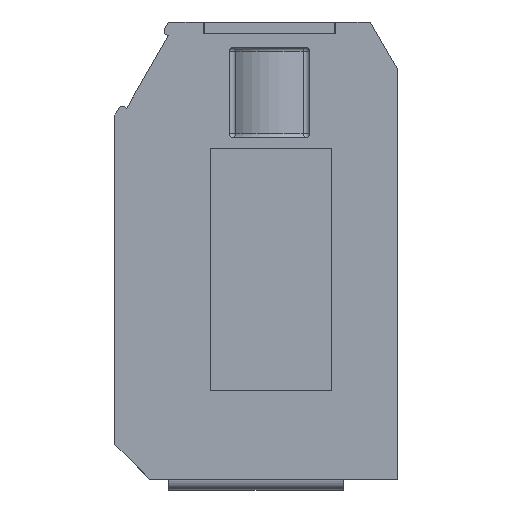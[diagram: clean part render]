
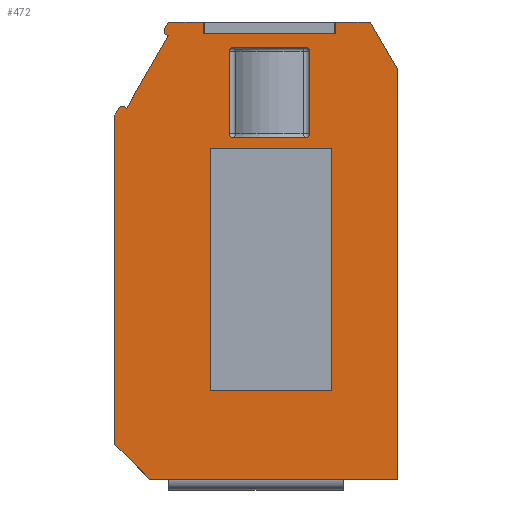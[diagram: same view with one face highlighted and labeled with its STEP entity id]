
A CAD part, top view. The second image highlights one B-rep face of the part: STEP entity #472.
In plain terms, the highlighted planar face has unit normal (0, 0, 1).
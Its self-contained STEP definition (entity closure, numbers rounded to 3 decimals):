
#169=FACE_BOUND('',#949,.T.);
#170=FACE_BOUND('',#950,.T.);
#171=FACE_BOUND('',#951,.T.);
#186=CIRCLE('',#3282,0.3);
#195=CIRCLE('',#3325,0.3);
#283=CIRCLE('',#3532,0.3);
#284=CIRCLE('',#3535,0.3);
#285=CIRCLE('',#3538,0.3);
#286=CIRCLE('',#3541,0.3);
#472=ADVANCED_FACE('',(#169,#170,#171),#576,.T.);
#576=PLANE('',#3550);
#949=EDGE_LOOP('',(#1845,#1846,#1847,#1848,#1849,#1850,#1851,#1852,#1853,
#1854,#1855,#1856,#1857,#1858,#1859,#1860,#1861));
#950=EDGE_LOOP('',(#1862,#1863,#1864,#1865));
#951=EDGE_LOOP('',(#1866,#1867,#1868,#1869,#1870,#1871,#1872,#1873));
#1845=ORIENTED_EDGE('',*,*,#2380,.T.);
#1846=ORIENTED_EDGE('',*,*,#2377,.T.);
#1847=ORIENTED_EDGE('',*,*,#2379,.T.);
#1848=ORIENTED_EDGE('',*,*,#2345,.T.);
#1849=ORIENTED_EDGE('',*,*,#2619,.T.);
#1850=ORIENTED_EDGE('',*,*,#2617,.F.);
#1851=ORIENTED_EDGE('',*,*,#2615,.F.);
#1852=ORIENTED_EDGE('',*,*,#2339,.T.);
#1853=ORIENTED_EDGE('',*,*,#2242,.T.);
#1854=ORIENTED_EDGE('',*,*,#2338,.T.);
#1855=ORIENTED_EDGE('',*,*,#2337,.F.);
#1856=ORIENTED_EDGE('',*,*,#2256,.F.);
#1857=ORIENTED_EDGE('',*,*,#2247,.F.);
#1858=ORIENTED_EDGE('',*,*,#2245,.T.);
#1859=ORIENTED_EDGE('',*,*,#2239,.T.);
#1860=ORIENTED_EDGE('',*,*,#2237,.T.);
#1861=ORIENTED_EDGE('',*,*,#2227,.T.);
#1862=ORIENTED_EDGE('',*,*,#2614,.T.);
#1863=ORIENTED_EDGE('',*,*,#2613,.T.);
#1864=ORIENTED_EDGE('',*,*,#2611,.T.);
#1865=ORIENTED_EDGE('',*,*,#2609,.T.);
#1866=ORIENTED_EDGE('',*,*,#2606,.T.);
#1867=ORIENTED_EDGE('',*,*,#2604,.F.);
#1868=ORIENTED_EDGE('',*,*,#2602,.T.);
#1869=ORIENTED_EDGE('',*,*,#2600,.F.);
#1870=ORIENTED_EDGE('',*,*,#2598,.T.);
#1871=ORIENTED_EDGE('',*,*,#2596,.T.);
#1872=ORIENTED_EDGE('',*,*,#2594,.T.);
#1873=ORIENTED_EDGE('',*,*,#2592,.T.);
#1941=VERTEX_POINT('',#4597);
#1942=VERTEX_POINT('',#4599);
#1951=VERTEX_POINT('',#4619);
#1952=VERTEX_POINT('',#4623);
#1953=VERTEX_POINT('',#4627);
#1954=VERTEX_POINT('',#4629);
#1955=VERTEX_POINT('',#4633);
#1956=VERTEX_POINT('',#4637);
#1965=VERTEX_POINT('',#4657);
#2014=VERTEX_POINT('',#4817);
#2015=VERTEX_POINT('',#4823);
#2018=VERTEX_POINT('',#4831);
#2019=VERTEX_POINT('',#4833);
#2033=VERTEX_POINT('',#4896);
#2034=VERTEX_POINT('',#4898);
#2145=VERTEX_POINT('',#5965);
#2146=VERTEX_POINT('',#5967);
#2147=VERTEX_POINT('',#5971);
#2148=VERTEX_POINT('',#5975);
#2149=VERTEX_POINT('',#5979);
#2150=VERTEX_POINT('',#5983);
#2151=VERTEX_POINT('',#5987);
#2152=VERTEX_POINT('',#5991);
#2153=VERTEX_POINT('',#5997);
#2154=VERTEX_POINT('',#5999);
#2155=VERTEX_POINT('',#6003);
#2156=VERTEX_POINT('',#6007);
#2157=VERTEX_POINT('',#6013);
#2158=VERTEX_POINT('',#6017);
#2227=EDGE_CURVE('',#1942,#1941,#2678,.T.);
#2237=EDGE_CURVE('',#1951,#1942,#2684,.T.);
#2239=EDGE_CURVE('',#1952,#1951,#2686,.T.);
#2242=EDGE_CURVE('',#1954,#1953,#2689,.T.);
#2245=EDGE_CURVE('',#1955,#1952,#186,.T.);
#2247=EDGE_CURVE('',#1955,#1956,#2693,.T.);
#2256=EDGE_CURVE('',#1956,#1965,#2702,.T.);
#2337=EDGE_CURVE('',#1965,#2014,#2775,.T.);
#2338=EDGE_CURVE('',#1953,#2014,#195,.T.);
#2339=EDGE_CURVE('',#2015,#1954,#2776,.T.);
#2345=EDGE_CURVE('',#2019,#2018,#2782,.T.);
#2377=EDGE_CURVE('',#2034,#2033,#2808,.T.);
#2379=EDGE_CURVE('',#2033,#2019,#2810,.T.);
#2380=EDGE_CURVE('',#1941,#2034,#2811,.T.);
#2592=EDGE_CURVE('',#2146,#2145,#2915,.T.);
#2594=EDGE_CURVE('',#2147,#2146,#283,.T.);
#2596=EDGE_CURVE('',#2148,#2147,#2918,.T.);
#2598=EDGE_CURVE('',#2149,#2148,#284,.T.);
#2600=EDGE_CURVE('',#2149,#2150,#2921,.T.);
#2602=EDGE_CURVE('',#2151,#2150,#285,.T.);
#2604=EDGE_CURVE('',#2151,#2152,#2924,.T.);
#2606=EDGE_CURVE('',#2145,#2152,#286,.T.);
#2609=EDGE_CURVE('',#2153,#2154,#2928,.T.);
#2611=EDGE_CURVE('',#2155,#2153,#2930,.T.);
#2613=EDGE_CURVE('',#2156,#2155,#2932,.T.);
#2614=EDGE_CURVE('',#2154,#2156,#2933,.T.);
#2615=EDGE_CURVE('',#2015,#2157,#2934,.T.);
#2617=EDGE_CURVE('',#2157,#2158,#2936,.T.);
#2619=EDGE_CURVE('',#2018,#2158,#2938,.T.);
#2678=LINE('',#4598,#2997);
#2684=LINE('',#4618,#3003);
#2686=LINE('',#4622,#3005);
#2689=LINE('',#4628,#3008);
#2693=LINE('',#4638,#3012);
#2702=LINE('',#4656,#3021);
#2775=LINE('',#4818,#3094);
#2776=LINE('',#4822,#3095);
#2782=LINE('',#4832,#3101);
#2808=LINE('',#4897,#3127);
#2810=LINE('',#4901,#3129);
#2811=LINE('',#4903,#3130);
#2915=LINE('',#5966,#3234);
#2918=LINE('',#5974,#3237);
#2921=LINE('',#5982,#3240);
#2924=LINE('',#5990,#3243);
#2928=LINE('',#6000,#3247);
#2930=LINE('',#6004,#3249);
#2932=LINE('',#6008,#3251);
#2933=LINE('',#6010,#3252);
#2934=LINE('',#6012,#3253);
#2936=LINE('',#6016,#3255);
#2938=LINE('',#6020,#3257);
#2997=VECTOR('',#3641,1.);
#3003=VECTOR('',#3657,1.);
#3005=VECTOR('',#3661,1.);
#3008=VECTOR('',#3666,1.);
#3012=VECTOR('',#3676,1.);
#3021=VECTOR('',#3687,1.);
#3094=VECTOR('',#3838,1.);
#3095=VECTOR('',#3845,1.);
#3101=VECTOR('',#3851,1.);
#3127=VECTOR('',#3925,1.);
#3129=VECTOR('',#3929,1.);
#3130=VECTOR('',#3932,1.);
#3234=VECTOR('',#4392,1.);
#3237=VECTOR('',#4401,1.);
#3240=VECTOR('',#4410,1.);
#3243=VECTOR('',#4419,1.);
#3247=VECTOR('',#4429,1.);
#3249=VECTOR('',#4433,1.);
#3251=VECTOR('',#4437,1.);
#3252=VECTOR('',#4440,1.);
#3253=VECTOR('',#4443,1.);
#3255=VECTOR('',#4447,1.);
#3257=VECTOR('',#4451,1.);
#3282=AXIS2_PLACEMENT_3D('',#4634,#3671,#3672);
#3325=AXIS2_PLACEMENT_3D('',#4820,#3841,#3842);
#3532=AXIS2_PLACEMENT_3D('',#5970,#4396,#4397);
#3535=AXIS2_PLACEMENT_3D('',#5978,#4405,#4406);
#3538=AXIS2_PLACEMENT_3D('',#5986,#4414,#4415);
#3541=AXIS2_PLACEMENT_3D('',#5994,#4423,#4424);
#3550=AXIS2_PLACEMENT_3D('',#6022,#4454,#4455);
#3641=DIRECTION('',(0.707,-0.707,0.));
#3657=DIRECTION('',(0.,-1.,0.));
#3661=DIRECTION('',(-0.5,-0.866,0.));
#3666=DIRECTION('',(-0.5,-0.866,0.));
#3671=DIRECTION('',(0.,0.,1.));
#3672=DIRECTION('',(0.5,0.866,0.));
#3676=DIRECTION('',(0.866,-0.5,0.));
#3687=DIRECTION('',(0.5,0.866,0.));
#3838=DIRECTION('',(-0.866,0.5,0.));
#3841=DIRECTION('',(0.,0.,1.));
#3842=DIRECTION('',(-0.866,0.5,0.));
#3845=DIRECTION('',(-1.,0.,0.));
#3851=DIRECTION('',(-1.,0.,0.));
#3925=DIRECTION('',(0.,1.,0.));
#3929=DIRECTION('',(-0.5,0.866,0.));
#3932=DIRECTION('',(1.,0.,0.));
#4392=DIRECTION('',(1.,0.,0.));
#4396=DIRECTION('',(0.,0.,-1.));
#4397=DIRECTION('',(-1.,0.,0.));
#4401=DIRECTION('',(0.,1.,0.));
#4405=DIRECTION('',(0.,0.,-1.));
#4406=DIRECTION('',(0.,-1.,0.));
#4410=DIRECTION('',(1.,0.,0.));
#4414=DIRECTION('',(0.,0.,-1.));
#4415=DIRECTION('',(1.,0.,0.));
#4419=DIRECTION('',(0.,1.,0.));
#4423=DIRECTION('',(0.,0.,-1.));
#4424=DIRECTION('',(0.,1.,0.));
#4429=DIRECTION('',(-1.,0.,0.));
#4433=DIRECTION('',(0.,-1.,0.));
#4437=DIRECTION('',(1.,0.,0.));
#4440=DIRECTION('',(0.,1.,0.));
#4443=DIRECTION('',(0.,-1.,0.));
#4447=DIRECTION('',(1.,0.,0.));
#4451=DIRECTION('',(0.,-1.,0.));
#4454=DIRECTION('',(0.,0.,1.));
#4455=DIRECTION('',(1.,0.,0.));
#4597=CARTESIAN_POINT('',(-7.9,0.794,10.));
#4598=CARTESIAN_POINT('',(-10.5,3.394,10.));
#4599=CARTESIAN_POINT('',(-10.5,3.394,10.));
#4618=CARTESIAN_POINT('',(-10.5,27.866,10.));
#4619=CARTESIAN_POINT('',(-10.5,27.866,10.));
#4622=CARTESIAN_POINT('',(-10.2,28.386,10.));
#4623=CARTESIAN_POINT('',(-10.2,28.386,10.));
#4627=CARTESIAN_POINT('',(-6.8,34.275,10.));
#4628=CARTESIAN_POINT('',(-6.5,34.794,10.));
#4629=CARTESIAN_POINT('',(-6.5,34.794,10.));
#4633=CARTESIAN_POINT('',(-9.79,28.495,10.));
#4634=CARTESIAN_POINT('',(-9.94,28.236,10.));
#4637=CARTESIAN_POINT('',(-9.617,28.395,10.));
#4638=CARTESIAN_POINT('',(-9.79,28.495,10.));
#4656=CARTESIAN_POINT('',(-9.617,28.395,10.));
#4657=CARTESIAN_POINT('',(-6.517,33.765,10.));
#4817=CARTESIAN_POINT('',(-6.69,33.865,10.));
#4818=CARTESIAN_POINT('',(-6.517,33.765,10.));
#4820=CARTESIAN_POINT('',(-6.54,34.125,10.));
#4822=CARTESIAN_POINT('',(-3.913,34.794,10.));
#4823=CARTESIAN_POINT('',(-3.913,34.794,10.));
#4831=CARTESIAN_POINT('',(5.913,34.794,10.));
#4832=CARTESIAN_POINT('',(8.5,34.794,10.));
#4833=CARTESIAN_POINT('',(8.5,34.794,10.));
#4896=CARTESIAN_POINT('',(10.5,31.33,10.));
#4897=CARTESIAN_POINT('',(10.5,0.794,10.));
#4898=CARTESIAN_POINT('',(10.5,0.794,10.));
#4901=CARTESIAN_POINT('',(10.5,31.33,10.));
#4903=CARTESIAN_POINT('',(-7.9,0.794,10.));
#5965=CARTESIAN_POINT('',(3.7,32.894,10.));
#5966=CARTESIAN_POINT('',(-1.7,32.894,10.));
#5967=CARTESIAN_POINT('',(-1.7,32.894,10.));
#5970=CARTESIAN_POINT('',(-1.7,32.594,10.));
#5971=CARTESIAN_POINT('',(-2.,32.594,10.));
#5974=CARTESIAN_POINT('',(-2.,26.494,10.));
#5975=CARTESIAN_POINT('',(-2.,26.494,10.));
#5978=CARTESIAN_POINT('',(-1.7,26.494,10.));
#5979=CARTESIAN_POINT('',(-1.7,26.194,10.));
#5982=CARTESIAN_POINT('',(-1.7,26.194,10.));
#5983=CARTESIAN_POINT('',(3.7,26.194,10.));
#5986=CARTESIAN_POINT('',(3.7,26.494,10.));
#5987=CARTESIAN_POINT('',(4.,26.494,10.));
#5990=CARTESIAN_POINT('',(4.,26.494,10.));
#5991=CARTESIAN_POINT('',(4.,32.594,10.));
#5994=CARTESIAN_POINT('',(3.7,32.594,10.));
#5997=CARTESIAN_POINT('',(5.6,7.394,10.));
#5999=CARTESIAN_POINT('',(-3.4,7.394,10.));
#6000=CARTESIAN_POINT('',(5.6,7.394,10.));
#6003=CARTESIAN_POINT('',(5.6,25.394,10.));
#6004=CARTESIAN_POINT('',(5.6,25.394,10.));
#6007=CARTESIAN_POINT('',(-3.4,25.394,10.));
#6008=CARTESIAN_POINT('',(-3.4,25.394,10.));
#6010=CARTESIAN_POINT('',(-3.4,7.394,10.));
#6012=CARTESIAN_POINT('',(-3.913,34.794,10.));
#6013=CARTESIAN_POINT('',(-3.913,33.919,10.));
#6016=CARTESIAN_POINT('',(-3.913,33.919,10.));
#6017=CARTESIAN_POINT('',(5.913,33.919,10.));
#6020=CARTESIAN_POINT('',(5.913,34.794,10.));
#6022=CARTESIAN_POINT('',(10.5,-0.206,10.));
